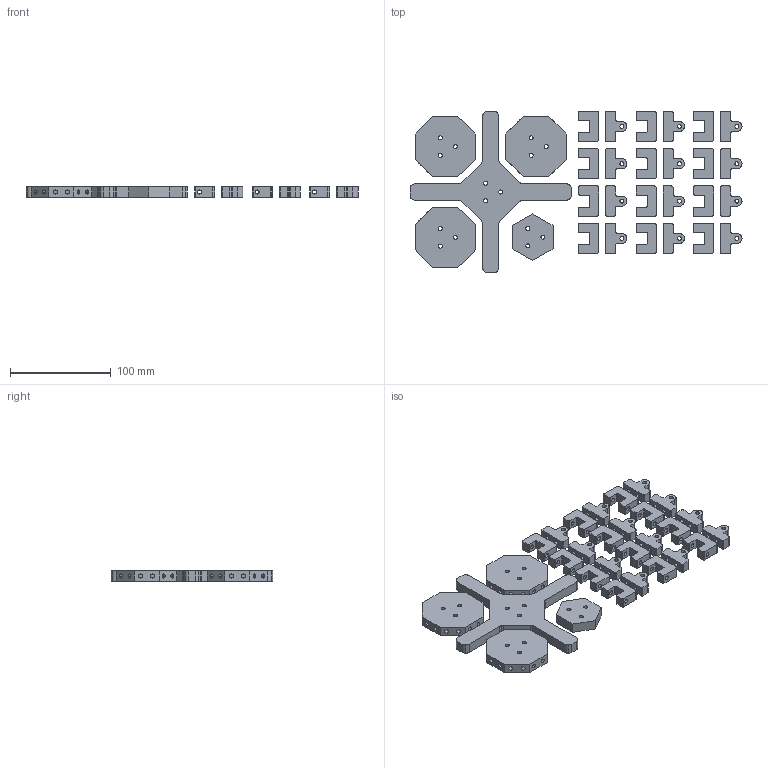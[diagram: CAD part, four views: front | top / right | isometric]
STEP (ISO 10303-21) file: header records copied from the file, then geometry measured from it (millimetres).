
FILE_DESCRIPTION(('STEP AP214'),'1');
FILE_NAME('Fab.stp','2017-04-09T20:35:48',(' '),(' '),'Spatial InterOp 3D',' ',' ');
FILE_SCHEMA(('automotive_design'));
Length unit declared in the file: millimetre
Products named in the file (6): Fab; Base; Moyeu; Plateforme; SupportLED; Toit
Assembly tree (29 placements, depth 2):
  Fab
    Base
    Moyeu  x12
    Plateforme  x3
    SupportLED  x12
    Toit
Bounding box: 329 x 160 x 10 mm (x, y, z)
Volume: 251523.7 mm3; surface area: 103521.4 mm2
Topology: 29 solids, 29 shells, 1066 faces, 2760 edges, 1848 vertices
Faces by surface type: cylinder 686, plane 380
Entity records: 8235 total; most frequent: DIRECTION 1231, CARTESIAN_POINT 1090, ORIENTED_EDGE 1030, EDGE_CURVE 515, AXIS2_PLACEMENT_3D 485, VERTEX_POINT 344, LINE 261, VECTOR 261
